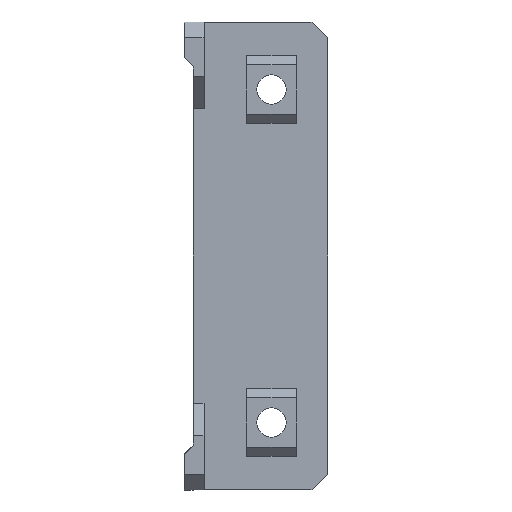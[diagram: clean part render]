
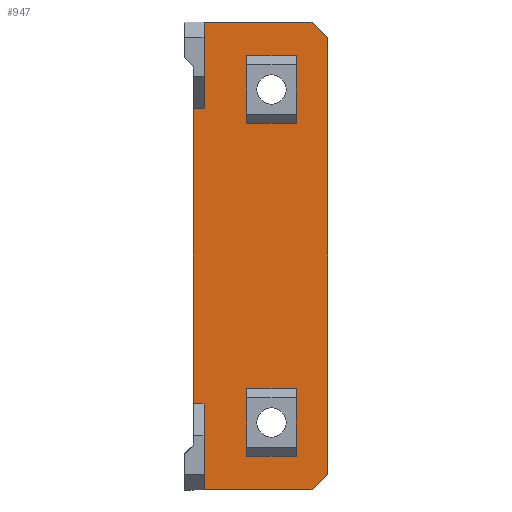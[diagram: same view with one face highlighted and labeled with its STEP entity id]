
A CAD part, left-side view. The second image highlights one B-rep face of the part: STEP entity #947.
In plain terms, the highlighted planar face has unit normal (-1, 0, 0).
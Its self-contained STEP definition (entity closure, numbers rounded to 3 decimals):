
#27=FACE_BOUND('',#126,.T.);
#28=FACE_BOUND('',#127,.T.);
#71=FACE_OUTER_BOUND('',#125,.T.);
#125=EDGE_LOOP('',(#735,#736,#737,#738,#739,#740,#741,#742,#743,#744));
#126=EDGE_LOOP('',(#745,#746,#747,#748));
#127=EDGE_LOOP('',(#749,#750,#751,#752));
#160=LINE('',#1296,#280);
#164=LINE('',#1305,#284);
#168=LINE('',#1314,#288);
#172=LINE('',#1323,#292);
#173=LINE('',#1325,#293);
#175=LINE('',#1328,#295);
#177=LINE('',#1334,#297);
#179=LINE('',#1337,#299);
#197=LINE('',#1377,#317);
#229=LINE('',#1450,#349);
#233=LINE('',#1458,#353);
#234=LINE('',#1460,#354);
#235=LINE('',#1462,#355);
#236=LINE('',#1464,#356);
#237=LINE('',#1465,#357);
#238=LINE('',#1467,#358);
#239=LINE('',#1469,#359);
#240=LINE('',#1470,#360);
#280=VECTOR('',#1052,10.);
#284=VECTOR('',#1058,10.);
#288=VECTOR('',#1064,10.);
#292=VECTOR('',#1070,10.);
#293=VECTOR('',#1073,10.);
#295=VECTOR('',#1077,10.);
#297=VECTOR('',#1085,10.);
#299=VECTOR('',#1089,10.);
#317=VECTOR('',#1115,10.);
#349=VECTOR('',#1179,10.);
#353=VECTOR('',#1185,10.);
#354=VECTOR('',#1186,10.);
#355=VECTOR('',#1187,10.);
#356=VECTOR('',#1188,10.);
#357=VECTOR('',#1189,10.);
#358=VECTOR('',#1190,10.);
#359=VECTOR('',#1191,10.);
#360=VECTOR('',#1192,10.);
#397=VERTEX_POINT('',#1289);
#400=VERTEX_POINT('',#1294);
#401=VERTEX_POINT('',#1298);
#404=VERTEX_POINT('',#1303);
#405=VERTEX_POINT('',#1307);
#408=VERTEX_POINT('',#1312);
#409=VERTEX_POINT('',#1316);
#412=VERTEX_POINT('',#1321);
#430=VERTEX_POINT('',#1374);
#431=VERTEX_POINT('',#1376);
#455=VERTEX_POINT('',#1448);
#456=VERTEX_POINT('',#1449);
#459=VERTEX_POINT('',#1457);
#460=VERTEX_POINT('',#1459);
#461=VERTEX_POINT('',#1461);
#462=VERTEX_POINT('',#1463);
#463=VERTEX_POINT('',#1466);
#464=VERTEX_POINT('',#1468);
#488=EDGE_CURVE('',#400,#397,#160,.T.);
#492=EDGE_CURVE('',#404,#401,#164,.T.);
#496=EDGE_CURVE('',#408,#405,#168,.T.);
#500=EDGE_CURVE('',#412,#409,#172,.T.);
#501=EDGE_CURVE('',#404,#397,#173,.T.);
#503=EDGE_CURVE('',#400,#401,#175,.T.);
#506=EDGE_CURVE('',#408,#409,#177,.T.);
#508=EDGE_CURVE('',#412,#405,#179,.T.);
#527=EDGE_CURVE('',#431,#430,#197,.T.);
#563=EDGE_CURVE('',#455,#456,#229,.T.);
#567=EDGE_CURVE('',#455,#459,#233,.T.);
#568=EDGE_CURVE('',#460,#459,#234,.T.);
#569=EDGE_CURVE('',#460,#461,#235,.T.);
#570=EDGE_CURVE('',#461,#462,#236,.T.);
#571=EDGE_CURVE('',#431,#462,#237,.T.);
#572=EDGE_CURVE('',#463,#430,#238,.T.);
#573=EDGE_CURVE('',#463,#464,#239,.T.);
#574=EDGE_CURVE('',#464,#456,#240,.T.);
#735=ORIENTED_EDGE('',*,*,#563,.F.);
#736=ORIENTED_EDGE('',*,*,#567,.T.);
#737=ORIENTED_EDGE('',*,*,#568,.F.);
#738=ORIENTED_EDGE('',*,*,#569,.T.);
#739=ORIENTED_EDGE('',*,*,#570,.T.);
#740=ORIENTED_EDGE('',*,*,#571,.F.);
#741=ORIENTED_EDGE('',*,*,#527,.T.);
#742=ORIENTED_EDGE('',*,*,#572,.F.);
#743=ORIENTED_EDGE('',*,*,#573,.T.);
#744=ORIENTED_EDGE('',*,*,#574,.T.);
#745=ORIENTED_EDGE('',*,*,#503,.T.);
#746=ORIENTED_EDGE('',*,*,#492,.F.);
#747=ORIENTED_EDGE('',*,*,#501,.T.);
#748=ORIENTED_EDGE('',*,*,#488,.F.);
#749=ORIENTED_EDGE('',*,*,#506,.T.);
#750=ORIENTED_EDGE('',*,*,#500,.F.);
#751=ORIENTED_EDGE('',*,*,#508,.T.);
#752=ORIENTED_EDGE('',*,*,#496,.F.);
#905=PLANE('',#1015);
#947=ADVANCED_FACE('',(#71,#27,#28),#905,.T.);
#1015=AXIS2_PLACEMENT_3D('',#1456,#1183,#1184);
#1052=DIRECTION('',(0.,1.,0.));
#1058=DIRECTION('',(0.,-1.,0.));
#1064=DIRECTION('',(0.,1.,0.));
#1070=DIRECTION('',(0.,-1.,0.));
#1073=DIRECTION('',(0.,0.,1.));
#1077=DIRECTION('',(0.,0.,-1.));
#1085=DIRECTION('',(0.,0.,-1.));
#1089=DIRECTION('',(0.,0.,1.));
#1115=DIRECTION('',(0.,0.,-1.));
#1179=DIRECTION('',(0.,0.707,-0.707));
#1183=DIRECTION('center_axis',(-1.,0.,0.));
#1184=DIRECTION('ref_axis',(0.,-1.,0.));
#1185=DIRECTION('',(0.,0.,1.));
#1186=DIRECTION('',(0.,-0.707,-0.707));
#1187=DIRECTION('',(0.,1.,0.));
#1188=DIRECTION('',(0.,0.,-1.));
#1189=DIRECTION('',(0.,-1.,0.));
#1190=DIRECTION('',(0.,1.,0.));
#1191=DIRECTION('',(0.,0.,-1.));
#1192=DIRECTION('',(0.,-1.,0.));
#1289=CARTESIAN_POINT('',(-17.024,-9.49,44.5));
#1294=CARTESIAN_POINT('',(-17.024,-20.49,44.5));
#1296=CARTESIAN_POINT('',(-17.024,-16.518,44.5));
#1298=CARTESIAN_POINT('',(-17.024,-20.49,29.5));
#1303=CARTESIAN_POINT('',(-17.024,-9.49,29.5));
#1305=CARTESIAN_POINT('',(-17.024,-11.018,29.5));
#1307=CARTESIAN_POINT('',(-17.024,-9.49,-29.5));
#1312=CARTESIAN_POINT('',(-17.024,-20.49,-29.5));
#1314=CARTESIAN_POINT('',(-17.024,-16.518,-29.5));
#1316=CARTESIAN_POINT('',(-17.024,-20.49,-44.5));
#1321=CARTESIAN_POINT('',(-17.024,-9.49,-44.5));
#1323=CARTESIAN_POINT('',(-17.024,-11.018,-44.5));
#1325=CARTESIAN_POINT('',(-17.024,-9.49,21.25));
#1328=CARTESIAN_POINT('',(-17.024,-20.49,15.75));
#1334=CARTESIAN_POINT('',(-17.024,-20.49,-21.25));
#1337=CARTESIAN_POINT('',(-17.024,-9.49,-15.75));
#1374=CARTESIAN_POINT('',(-17.024,2.4,-32.7));
#1376=CARTESIAN_POINT('',(-17.024,2.4,32.7));
#1377=CARTESIAN_POINT('',(-17.024,2.4,-52.));
#1448=CARTESIAN_POINT('',(-17.024,-27.49,-48.5));
#1449=CARTESIAN_POINT('',(-17.024,-23.99,-52.));
#1450=CARTESIAN_POINT('',(-17.024,-35.004,-40.986));
#1456=CARTESIAN_POINT('Origin',(-17.024,-12.545,0.));
#1457=CARTESIAN_POINT('',(-17.024,-27.49,48.5));
#1458=CARTESIAN_POINT('',(-17.024,-27.49,-275.));
#1459=CARTESIAN_POINT('',(-17.024,-23.99,52.));
#1460=CARTESIAN_POINT('',(-17.024,-35.004,40.986));
#1461=CARTESIAN_POINT('',(-17.024,0.,52.));
#1462=CARTESIAN_POINT('',(-17.024,0.,52.));
#1463=CARTESIAN_POINT('',(-17.024,0.,32.7));
#1464=CARTESIAN_POINT('',(-17.024,0.,20.));
#1465=CARTESIAN_POINT('',(-17.024,-5.073,32.7));
#1466=CARTESIAN_POINT('',(-17.024,0.,-32.7));
#1467=CARTESIAN_POINT('',(-17.024,-6.273,-32.7));
#1468=CARTESIAN_POINT('',(-17.024,0.,-52.));
#1469=CARTESIAN_POINT('',(-17.024,0.,-26.));
#1470=CARTESIAN_POINT('',(-17.024,0.,-52.));
